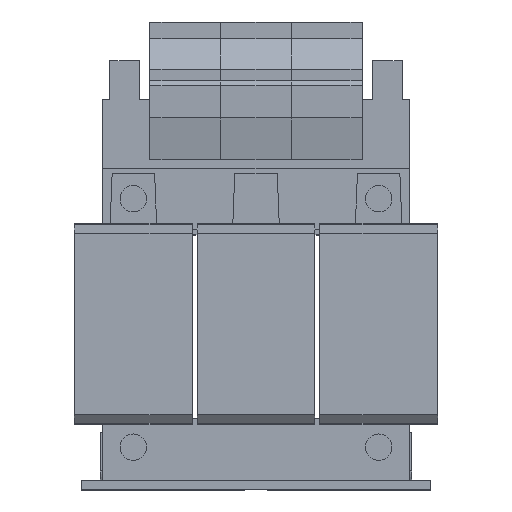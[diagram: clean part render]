
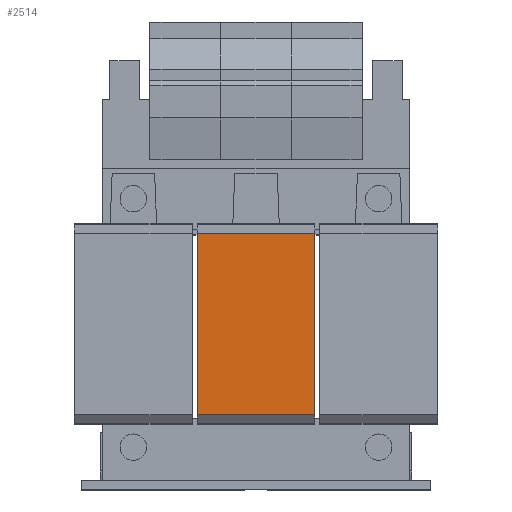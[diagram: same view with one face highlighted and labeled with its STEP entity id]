
A CAD part, top view. The second image highlights one B-rep face of the part: STEP entity #2514.
In plain terms, the highlighted planar face has unit normal (0, 0, 1).
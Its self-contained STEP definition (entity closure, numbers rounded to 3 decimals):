
#399 = DIRECTION ( 'NONE',  ( 0., 1., 0. ) ) ;
#409 = CARTESIAN_POINT ( 'NONE',  ( -12.5, 19.25, 17.65 ) ) ;
#746 = LINE ( 'NONE', #8316, #2599 ) ;
#783 = CARTESIAN_POINT ( 'NONE',  ( -12.5, 19.25, 17.65 ) ) ;
#894 = CARTESIAN_POINT ( 'NONE',  ( -12.5, -19.25, 17.65 ) ) ;
#1626 = VERTEX_POINT ( 'NONE', #409 ) ;
#2514 = ADVANCED_FACE ( 'Defeature ausgef�hrt1_248', ( #5143 ), #7308, .F. ) ;
#2599 = VECTOR ( 'NONE', #2781, 1000. ) ;
#2781 = DIRECTION ( 'NONE',  ( 1., 0., 0. ) ) ;
#2795 = CARTESIAN_POINT ( 'NONE',  ( 12.5, 19.25, 17.65 ) ) ;
#4457 = CARTESIAN_POINT ( 'NONE',  ( 12.5, -19.25, 17.65 ) ) ;
#4979 = EDGE_CURVE ( 'Defeature ausgef�hrt1_261+Defeature ausgef�hrt1_248+Defeature ausgef�hrt1_249+Defeature ausgef�hrt1_247', #7871, #1626, #9349, .T. ) ;
#5143 = FACE_OUTER_BOUND ( 'NONE', #6238, .T. ) ;
#5506 = DIRECTION ( 'NONE',  ( -1., 0., 0. ) ) ;
#5727 = VECTOR ( 'NONE', #399, 1000. ) ;
#5914 = CARTESIAN_POINT ( 'NONE',  ( 12.5, 19.25, 17.65 ) ) ;
#6238 = EDGE_LOOP ( 'NONE', ( #11624, #7958, #10283, #8987 ) ) ;
#6981 = CARTESIAN_POINT ( 'NONE',  ( -12.5, -19.25, 17.65 ) ) ;
#7211 = DIRECTION ( 'NONE',  ( 0., 1., 0. ) ) ;
#7308 = PLANE ( 'NONE',  #8487 ) ;
#7403 = DIRECTION ( 'NONE',  ( 1., 0., 0. ) ) ;
#7462 = VECTOR ( 'NONE', #7211, 1000. ) ;
#7480 = VECTOR ( 'NONE', #7403, 1000. ) ;
#7773 = LINE ( 'NONE', #894, #7480 ) ;
#7871 = VERTEX_POINT ( 'NONE', #6981 ) ;
#7958 = ORIENTED_EDGE ( 'NONE', *, *, #8830, .F. ) ;
#8067 = VERTEX_POINT ( 'NONE', #4457 ) ;
#8100 = VERTEX_POINT ( 'NONE', #2795 ) ;
#8191 = LINE ( 'NONE', #5914, #5727 ) ;
#8316 = CARTESIAN_POINT ( 'NONE',  ( -12.5, 19.25, 17.65 ) ) ;
#8487 = AXIS2_PLACEMENT_3D ( 'NONE', #11004, #10358, #5506 ) ;
#8751 = EDGE_CURVE ( 'Defeature ausgef�hrt1_248+Defeature ausgef�hrt1_249+Defeature ausgef�hrt1_261+Defeature ausgef�hrt1_260', #7871, #8067, #7773, .T. ) ;
#8830 = EDGE_CURVE ( 'Defeature ausgef�hrt1_247+Defeature ausgef�hrt1_248+Defeature ausgef�hrt1_261+Defeature ausgef�hrt1_260', #1626, #8100, #746, .T. ) ;
#8987 = ORIENTED_EDGE ( 'NONE', *, *, #8751, .T. ) ;
#9349 = LINE ( 'NONE', #783, #7462 ) ;
#10283 = ORIENTED_EDGE ( 'NONE', *, *, #4979, .F. ) ;
#10358 = DIRECTION ( 'NONE',  ( 0., 0., -1. ) ) ;
#11004 = CARTESIAN_POINT ( 'NONE',  ( -12.5, 19.25, 17.65 ) ) ;
#11583 = EDGE_CURVE ( 'Defeature ausgef�hrt1_248+Defeature ausgef�hrt1_260+Defeature ausgef�hrt1_249+Defeature ausgef�hrt1_247', #8067, #8100, #8191, .T. ) ;
#11624 = ORIENTED_EDGE ( 'NONE', *, *, #11583, .T. ) ;
